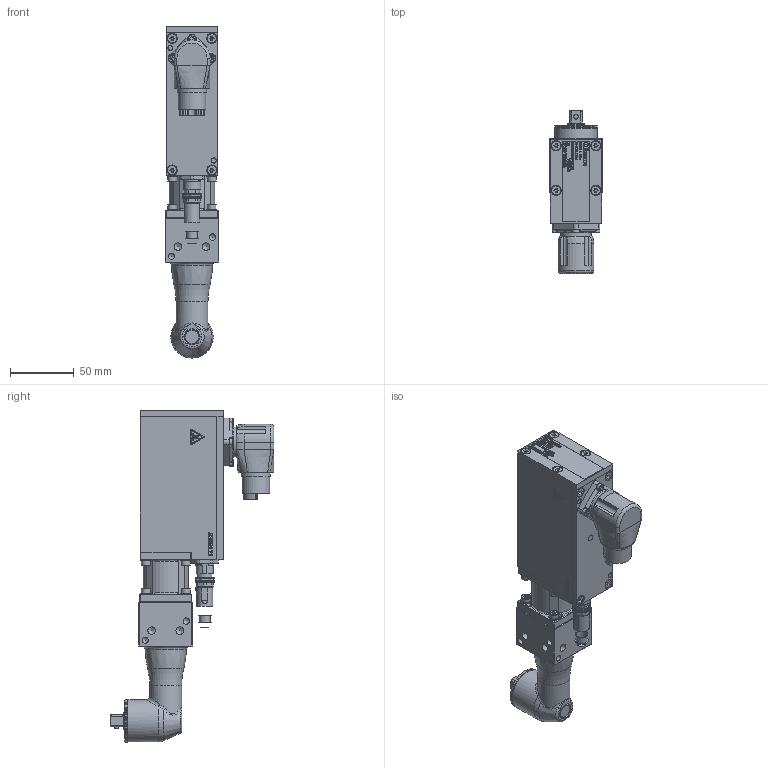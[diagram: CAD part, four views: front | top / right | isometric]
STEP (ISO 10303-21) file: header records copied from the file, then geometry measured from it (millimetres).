
FILE_DESCRIPTION(/* description */ (''),/* implementation_level */ '2;1');
FILE_NAME(/* name */ '30MAD38P3E_IAM_001.iam.step',/* time_stamp */ '2021-05-07T07:24:06+02:00',/* author */ ('cideon'),/* organization */ (''),/* preprocessor_version */ 'ST-DEVELOPER v17.2',/* originating_system */ 'Autodesk Inventor 2019',/* authorisation */ '');
FILE_SCHEMA (('AUTOMOTIVE_DESIGN { 1 0 10303 214 3 1 1 }'));
Products named in the file (1): Bauteil4
Bounding box: 42 x 127.76 x 259.4 mm (x, y, z)
Volume: 505426 mm3; surface area: 70412.5 mm2
Topology: 10 solids, 88 shells, 2942 faces, 8047 edges, 5289 vertices
Faces by surface type: plane 1508, cylinder 645, bspline 638, cone 88, torus 45, sphere 18
Full cylindrical faces by diameter (mm): 1.5 x9, 2 x9, 2.4 x1, 3.2 x2, 3.23 x1, 4 x6, 4.917 x8, 5.1 x4, 5.5 x4, 6 x8, 7 x16, 8 x8, 8.5 x2, 12 x1, 12.1 x1, 12.5 x1, 14 x1, 14.6 x1, 16.2 x1, 20 x1, 21.55 x1, 22.9 x1, 23.805 x1, 25 x1, 29.4 x1, 33 x2
Entity records: 119766 total; most frequent: CARTESIAN_POINT 46291, ORIENTED_EDGE 15864, DIRECTION 12756, EDGE_CURVE 8008, VERTEX_POINT 5289, LINE 4312, VECTOR 4312, AXIS2_PLACEMENT_3D 4222
